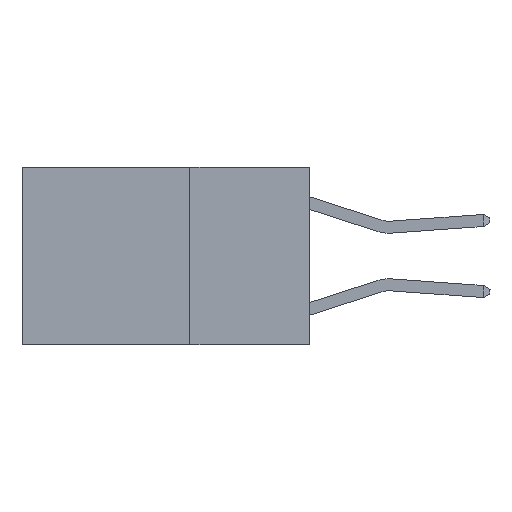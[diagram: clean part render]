
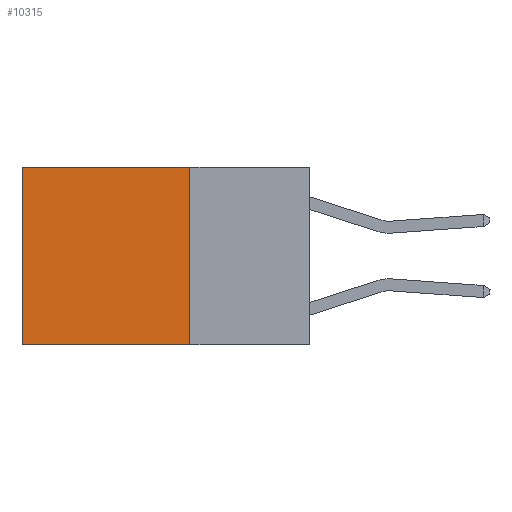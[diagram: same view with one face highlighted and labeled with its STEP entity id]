
A CAD part, left-side view. The second image highlights one B-rep face of the part: STEP entity #10315.
In plain terms, the highlighted planar face has unit normal (-1, 0, 0).
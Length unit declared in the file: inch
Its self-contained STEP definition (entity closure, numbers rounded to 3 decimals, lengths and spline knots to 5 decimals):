
#713 = VECTOR ( 'NONE', #8112, 39.37008 ) ;
#1302 = EDGE_CURVE ( 'NONE', #14338, #12514, #12491, .T. ) ;
#1787 = EDGE_CURVE ( 'NONE', #4364, #7409, #6386, .T. ) ;
#1930 = EDGE_CURVE ( 'NONE', #12514, #7409, #5670, .T. ) ;
#2667 = VECTOR ( 'NONE', #12504, 39.37008 ) ;
#2835 = CARTESIAN_POINT ( 'NONE',  ( 0.2625, 0.25, -0.37 ) ) ;
#4147 = EDGE_CURVE ( 'NONE', #14338, #4364, #6823, .T. ) ;
#4364 = VERTEX_POINT ( 'NONE', #11600 ) ;
#4625 = CARTESIAN_POINT ( 'NONE',  ( 0.2625, 0.25, -0.37 ) ) ;
#5422 = FACE_OUTER_BOUND ( 'NONE', #9849, .T. ) ;
#5670 = LINE ( 'NONE', #4625, #2667 ) ;
#5698 = DIRECTION ( 'NONE',  ( 0., 0., -1. ) ) ;
#6386 = LINE ( 'NONE', #13486, #713 ) ;
#6420 = ORIENTED_EDGE ( 'NONE', *, *, #4147, .T. ) ;
#6823 = LINE ( 'NONE', #9640, #10826 ) ;
#6934 = CARTESIAN_POINT ( 'NONE',  ( 0.2625, 0.25, 0. ) ) ;
#7306 = DIRECTION ( 'NONE',  ( 0., 1., 0. ) ) ;
#7409 = VERTEX_POINT ( 'NONE', #12179 ) ;
#8112 = DIRECTION ( 'NONE',  ( 0., 0., -1. ) ) ;
#8701 = ORIENTED_EDGE ( 'NONE', *, *, #1787, .T. ) ;
#9640 = CARTESIAN_POINT ( 'NONE',  ( 0.2625, 0.25, 0. ) ) ;
#9849 = EDGE_LOOP ( 'NONE', ( #8701, #14484, #9986, #6420 ) ) ;
#9855 = VECTOR ( 'NONE', #11369, 39.37008 ) ;
#9986 = ORIENTED_EDGE ( 'NONE', *, *, #1302, .F. ) ;
#10138 = CARTESIAN_POINT ( 'NONE',  ( 0.2625, 0.25, 0. ) ) ;
#10315 = ADVANCED_FACE ( 'NONE', ( #5422 ), #12486, .F. ) ;
#10826 = VECTOR ( 'NONE', #7306, 39.37008 ) ;
#11369 = DIRECTION ( 'NONE',  ( 0., 0., -1. ) ) ;
#11600 = CARTESIAN_POINT ( 'NONE',  ( 0.2625, 0.6, 0. ) ) ;
#12179 = CARTESIAN_POINT ( 'NONE',  ( 0.2625, 0.6, -0.37 ) ) ;
#12394 = DIRECTION ( 'NONE',  ( 1., 0., 0. ) ) ;
#12486 = PLANE ( 'NONE',  #14410 ) ;
#12491 = LINE ( 'NONE', #6934, #9855 ) ;
#12504 = DIRECTION ( 'NONE',  ( 0., 1., 0. ) ) ;
#12514 = VERTEX_POINT ( 'NONE', #2835 ) ;
#13486 = CARTESIAN_POINT ( 'NONE',  ( 0.2625, 0.6, 0. ) ) ;
#14338 = VERTEX_POINT ( 'NONE', #14506 ) ;
#14410 = AXIS2_PLACEMENT_3D ( 'NONE', #10138, #12394, #5698 ) ;
#14484 = ORIENTED_EDGE ( 'NONE', *, *, #1930, .F. ) ;
#14506 = CARTESIAN_POINT ( 'NONE',  ( 0.2625, 0.25, 0. ) ) ;
